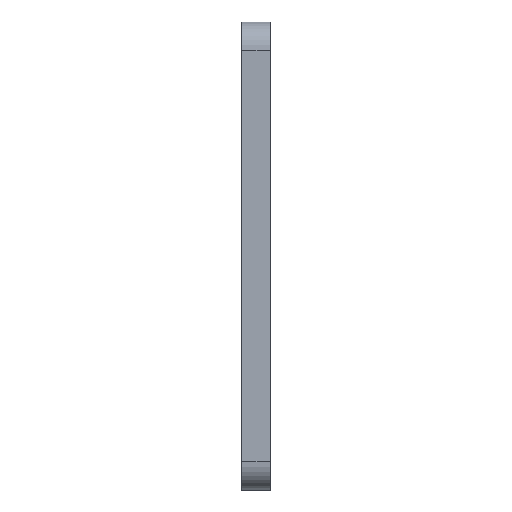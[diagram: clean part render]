
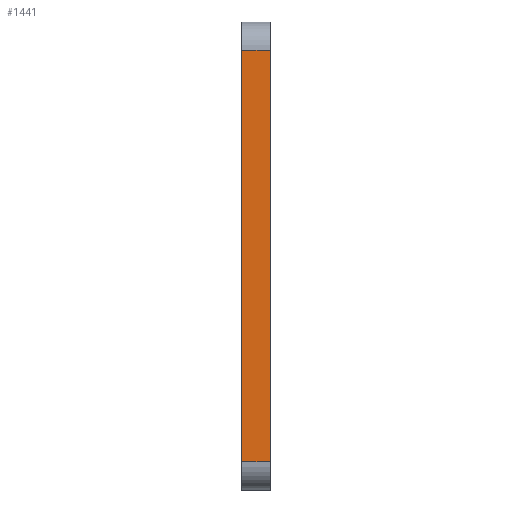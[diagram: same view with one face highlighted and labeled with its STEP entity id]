
A CAD part, left-side view. The second image highlights one B-rep face of the part: STEP entity #1441.
In plain terms, the highlighted planar face has unit normal (-1, 0, 0).
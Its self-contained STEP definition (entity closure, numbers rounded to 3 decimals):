
#40 = CARTESIAN_POINT ( 'NONE',  ( -30., 3., 22. ) ) ;
#59 = LINE ( 'NONE', #780, #959 ) ;
#91 = CARTESIAN_POINT ( 'NONE',  ( -30., 3., 22. ) ) ;
#161 = EDGE_CURVE ( 'NONE', #1447, #1533, #355, .T. ) ;
#182 = DIRECTION ( 'NONE',  ( 0., 0., 1. ) ) ;
#199 = EDGE_CURVE ( 'NONE', #1533, #1125, #711, .T. ) ;
#253 = CARTESIAN_POINT ( 'NONE',  ( -30., 3., -22. ) ) ;
#269 = FACE_OUTER_BOUND ( 'NONE', #650, .T. ) ;
#283 = VERTEX_POINT ( 'NONE', #40 ) ;
#336 = DIRECTION ( 'NONE',  ( 0., -1., 0. ) ) ;
#355 = LINE ( 'NONE', #691, #527 ) ;
#363 = ORIENTED_EDGE ( 'NONE', *, *, #199, .T. ) ;
#385 = ORIENTED_EDGE ( 'NONE', *, *, #477, .T. ) ;
#451 = LINE ( 'NONE', #91, #923 ) ;
#477 = EDGE_CURVE ( 'NONE', #1125, #283, #451, .T. ) ;
#492 = ORIENTED_EDGE ( 'NONE', *, *, #161, .T. ) ;
#527 = VECTOR ( 'NONE', #336, 1000. ) ;
#650 = EDGE_LOOP ( 'NONE', ( #1484, #492, #363, #385 ) ) ;
#678 = EDGE_CURVE ( 'NONE', #1447, #283, #59, .T. ) ;
#691 = CARTESIAN_POINT ( 'NONE',  ( -30., 3., -22. ) ) ;
#711 = LINE ( 'NONE', #722, #1527 ) ;
#722 = CARTESIAN_POINT ( 'NONE',  ( -30., 0., 25. ) ) ;
#735 = PLANE ( 'NONE',  #890 ) ;
#743 = DIRECTION ( 'NONE',  ( 1., 0., 0. ) ) ;
#780 = CARTESIAN_POINT ( 'NONE',  ( -30., 3., 25. ) ) ;
#862 = DIRECTION ( 'NONE',  ( 0., 0., -1. ) ) ;
#890 = AXIS2_PLACEMENT_3D ( 'NONE', #979, #743, #862 ) ;
#923 = VECTOR ( 'NONE', #1394, 1000. ) ;
#954 = CARTESIAN_POINT ( 'NONE',  ( -30., 0., 22. ) ) ;
#959 = VECTOR ( 'NONE', #182, 1000. ) ;
#979 = CARTESIAN_POINT ( 'NONE',  ( -30., 3., 25. ) ) ;
#1119 = CARTESIAN_POINT ( 'NONE',  ( -30., 0., -22. ) ) ;
#1125 = VERTEX_POINT ( 'NONE', #954 ) ;
#1394 = DIRECTION ( 'NONE',  ( 0., 1., 0. ) ) ;
#1427 = DIRECTION ( 'NONE',  ( 0., 0., 1. ) ) ;
#1441 = ADVANCED_FACE ( 'NONE', ( #269 ), #735, .F. ) ;
#1447 = VERTEX_POINT ( 'NONE', #253 ) ;
#1484 = ORIENTED_EDGE ( 'NONE', *, *, #678, .F. ) ;
#1527 = VECTOR ( 'NONE', #1427, 1000. ) ;
#1533 = VERTEX_POINT ( 'NONE', #1119 ) ;
